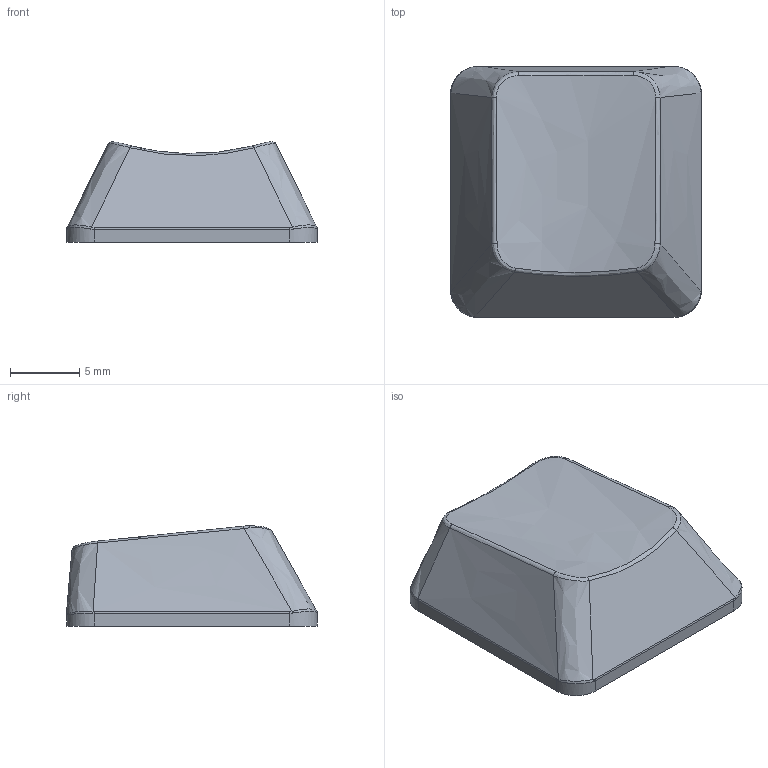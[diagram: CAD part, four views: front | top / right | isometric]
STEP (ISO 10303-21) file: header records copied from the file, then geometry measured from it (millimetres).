
FILE_DESCRIPTION(/* description */ (''),/* implementation_level */ '2;1');
FILE_NAME(/* name */ 'Row_3_1u v6.step',/* time_stamp */ '2020-09-07T23:37:35-05:00',/* author */ (''),/* organization */ (''),/* preprocessor_version */ 'ST-DEVELOPER v18.1',/* originating_system */ 'Autodesk Translation Framework v9.3.0.1241',/* authorisation */ '');
FILE_SCHEMA (('AUTOMOTIVE_DESIGN { 1 0 10303 214 3 1 1 }'));
Length unit declared in the file: millimetre
Products named in the file (1): Row_3_1u
Bounding box: 18.16 x 18.16 x 7.26 mm (x, y, z)
Volume: 538.1 mm3; surface area: 1331.8 mm2
Topology: 1 solids, 1 shells, 78 faces, 194 edges, 121 vertices
Faces by surface type: bspline 39, plane 26, cylinder 13
Full cylindrical faces by diameter (mm): 5.5 x1
Entity records: 3616 total; most frequent: CARTESIAN_POINT 1994, ORIENTED_EDGE 388, DIRECTION 217, EDGE_CURVE 194, VERTEX_POINT 121, B_SPLINE_CURVE_WITH_KNOTS 96, EDGE_LOOP 81, AXIS2_PLACEMENT_3D 79
